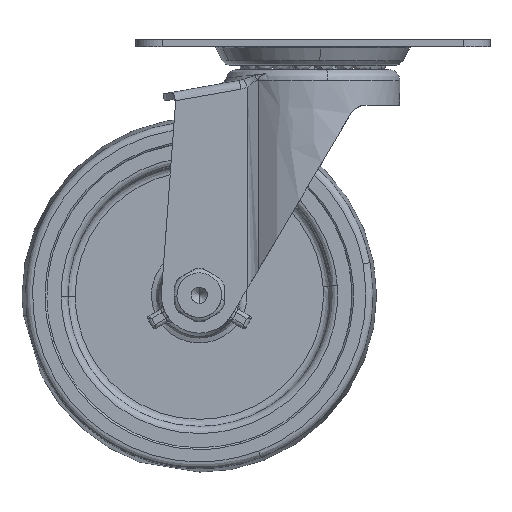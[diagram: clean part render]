
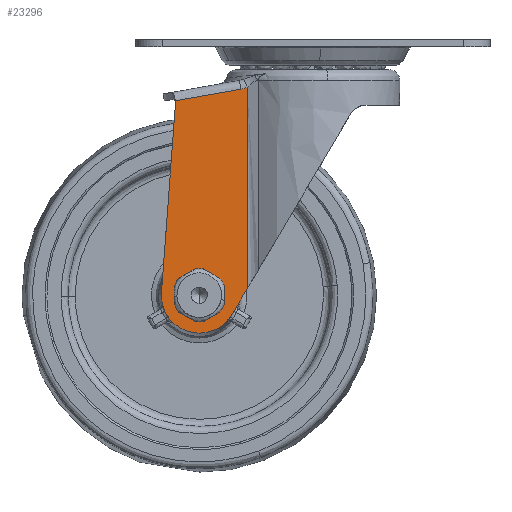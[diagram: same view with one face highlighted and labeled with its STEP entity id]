
A CAD part, front view. The second image highlights one B-rep face of the part: STEP entity #23296.
In plain terms, the highlighted free-form (B-spline) face has degree [1, 1] with [2, 2] control points.
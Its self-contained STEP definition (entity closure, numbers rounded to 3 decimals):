
#18642=CARTESIAN_POINT('',(-28.028,-18.0,-70.472));
#18643=VERTEX_POINT('',#18642);
#18649=CARTESIAN_POINT('',(-32.0,-18.0,-66.));
#18650=VERTEX_POINT('',#18649);
#18651=CARTESIAN_POINT('',(-28.028,-18.0,-70.472));
#18652=CARTESIAN_POINT('',(-28.,-18.0,-70.237));
#18653=CARTESIAN_POINT('',(-28.,-18.0,-70.0));
#18654=CARTESIAN_POINT('',(-28.,-18.,-66.));
#18655=CARTESIAN_POINT('',(-32.0,-18.0,-66.));
#18663=(BOUNDED_CURVE()B_SPLINE_CURVE(2,(#18651,#18652,#18653,#18654,#18655),.UNSPECIFIED.,.F.,.U.)B_SPLINE_CURVE_WITH_KNOTS((3,2,3),(0.23,0.25,0.5),.UNSPECIFIED.)CURVE()GEOMETRIC_REPRESENTATION_ITEM()RATIONAL_B_SPLINE_CURVE((0.956,0.976,1.0,0.707,1.0))REPRESENTATION_ITEM(''));
#18664=EDGE_CURVE('',#18643,#18650,#18663,.T.);
#18666=CARTESIAN_POINT('',(-35.993,-18.0,-69.756));
#18667=VERTEX_POINT('',#18666);
#18668=CARTESIAN_POINT('',(-32.0,-18.0,-66.));
#18669=CARTESIAN_POINT('',(-35.763,-18.0,-66.));
#18670=CARTESIAN_POINT('',(-35.993,-18.,-69.756));
#18678=(BOUNDED_CURVE()B_SPLINE_CURVE(2,(#18668,#18669,#18670),.UNSPECIFIED.,.F.,.U.)B_SPLINE_CURVE_WITH_KNOTS((3,3),(0.5,0.739),.UNSPECIFIED.)CURVE()GEOMETRIC_REPRESENTATION_ITEM()RATIONAL_B_SPLINE_CURVE((1.0,0.72,0.976))REPRESENTATION_ITEM(''));
#18679=EDGE_CURVE('',#18650,#18667,#18678,.T.);
#18753=CARTESIAN_POINT('',(-32.0,-18.0,-74.));
#18754=VERTEX_POINT('',#18753);
#18755=CARTESIAN_POINT('',(-35.993,-18.,-69.756));
#18756=CARTESIAN_POINT('',(-36.,-18.0,-69.878));
#18757=CARTESIAN_POINT('',(-36.,-18.0,-70.0));
#18758=CARTESIAN_POINT('',(-36.,-18.,-74.));
#18759=CARTESIAN_POINT('',(-32.0,-18.0,-74.));
#18767=(BOUNDED_CURVE()B_SPLINE_CURVE(2,(#18755,#18756,#18757,#18758,#18759),.UNSPECIFIED.,.F.,.U.)B_SPLINE_CURVE_WITH_KNOTS((3,2,3),(0.739,0.75,1.0),.UNSPECIFIED.)CURVE()GEOMETRIC_REPRESENTATION_ITEM()RATIONAL_B_SPLINE_CURVE((0.976,0.988,1.0,0.707,1.0))REPRESENTATION_ITEM(''));
#18768=EDGE_CURVE('',#18667,#18754,#18767,.T.);
#18770=CARTESIAN_POINT('',(-32.0,-18.0,-74.));
#18771=CARTESIAN_POINT('',(-28.447,-18.,-74.));
#18772=CARTESIAN_POINT('',(-28.028,-18.0,-70.472));
#18780=(BOUNDED_CURVE()B_SPLINE_CURVE(2,(#18770,#18771,#18772),.UNSPECIFIED.,.F.,.U.)B_SPLINE_CURVE_WITH_KNOTS((3,3),(0.0,0.23),.UNSPECIFIED.)CURVE()GEOMETRIC_REPRESENTATION_ITEM()RATIONAL_B_SPLINE_CURVE((1.0,0.731,0.956))REPRESENTATION_ITEM(''));
#18781=EDGE_CURVE('',#18754,#18643,#18780,.T.);
#20363=CARTESIAN_POINT('',(-20.241,-18.0,-11.917));
#20364=VERTEX_POINT('',#20363);
#20378=CARTESIAN_POINT('',(-18.473,-18.0,-11.384));
#20379=VERTEX_POINT('',#20378);
#20380=CARTESIAN_POINT('',(-18.473,-18.0,-11.384));
#20381=CARTESIAN_POINT('',(-18.615,-18.0,-11.445));
#20382=CARTESIAN_POINT('',(-18.758,-18.0,-11.502));
#20383=CARTESIAN_POINT('',(-19.048,-18.0,-11.609));
#20384=CARTESIAN_POINT('',(-19.195,-18.0,-11.658));
#20385=CARTESIAN_POINT('',(-19.637,-18.0,-11.791));
#20386=CARTESIAN_POINT('',(-19.937,-18.0,-11.863));
#20387=CARTESIAN_POINT('',(-20.241,-18.0,-11.917));
#20388=B_SPLINE_CURVE_WITH_KNOTS('',3,(#20380,#20381,#20382,#20383,#20384,#20385,#20386,#20387),.UNSPECIFIED.,.F.,.U.,(4,2,2,4),(0.0,0.25,0.5,1.0),.UNSPECIFIED.);
#20389=EDGE_CURVE('',#20379,#20364,#20388,.T.);
#20555=CARTESIAN_POINT('',(-38.656,-18.0,-15.164));
#20556=VERTEX_POINT('',#20555);
#20572=CARTESIAN_POINT('',(-20.241,-18.0,-11.917));
#20573=CARTESIAN_POINT('',(-38.656,-18.0,-15.164));
#20574=QUASI_UNIFORM_CURVE('',1,(#20572,#20573),.UNSPECIFIED.,.F.,.U.);
#20575=EDGE_CURVE('',#20364,#20556,#20574,.T.);
#21997=CARTESIAN_POINT('',(-18.473,-18.0,-68.151));
#21998=VERTEX_POINT('',#21997);
#21999=CARTESIAN_POINT('',(-18.473,-18.0,-68.151));
#22000=CARTESIAN_POINT('',(-18.473,-18.0,-11.384));
#22001=QUASI_UNIFORM_CURVE('',1,(#21999,#22000),.UNSPECIFIED.,.F.,.U.);
#22002=EDGE_CURVE('',#21998,#20379,#22001,.T.);
#22744=CARTESIAN_POINT('',(-42.671,-18.0,-69.207));
#22745=VERTEX_POINT('',#22744);
#22768=CARTESIAN_POINT('',(-22.791,-18.0,-75.449));
#22769=VERTEX_POINT('',#22768);
#22775=CARTESIAN_POINT('',(-42.671,-18.0,-69.207));
#22776=CARTESIAN_POINT('',(-43.299,-18.,-77.667));
#22777=CARTESIAN_POINT('',(-35.205,-18.0,-80.209));
#22778=CARTESIAN_POINT('',(-27.111,-18.,-82.75));
#22779=CARTESIAN_POINT('',(-22.791,-18.0,-75.449));
#22787=(BOUNDED_CURVE()B_SPLINE_CURVE(2,(#22775,#22776,#22777,#22778,#22779),.UNSPECIFIED.,.F.,.U.)B_SPLINE_CURVE_WITH_KNOTS((3,2,3),(0.0,0.5,1.0),.UNSPECIFIED.)CURVE()GEOMETRIC_REPRESENTATION_ITEM()RATIONAL_B_SPLINE_CURVE((1.0,0.784,1.0,0.784,1.0))REPRESENTATION_ITEM(''));
#22788=EDGE_CURVE('',#22745,#22769,#22787,.T.);
#23177=CARTESIAN_POINT('',(-42.671,-18.0,-69.207));
#23178=CARTESIAN_POINT('',(-38.656,-18.0,-15.164));
#23179=QUASI_UNIFORM_CURVE('',1,(#23177,#23178),.UNSPECIFIED.,.F.,.U.);
#23180=EDGE_CURVE('',#22745,#20556,#23179,.T.);
#23200=CARTESIAN_POINT('',(-18.473,-18.0,-68.151));
#23201=CARTESIAN_POINT('',(-22.791,-18.0,-75.449));
#23202=QUASI_UNIFORM_CURVE('',1,(#23200,#23201),.UNSPECIFIED.,.F.,.U.);
#23203=EDGE_CURVE('',#21998,#22769,#23202,.T.);
#23277=CARTESIAN_POINT('',(-43.909,-18.0,-84.155));
#23278=CARTESIAN_POINT('',(-17.263,-18.0,-84.155));
#23279=CARTESIAN_POINT('',(-43.909,-18.0,-7.922));
#23280=CARTESIAN_POINT('',(-17.263,-18.0,-7.922));
#23281=B_SPLINE_SURFACE_WITH_KNOTS('',1,1,((#23277,#23279),(#23278,#23280)),.UNSPECIFIED.,.F.,.F.,.U.,(2,2),(2,2),(0.0,26.646),(0.0,76.233),.UNSPECIFIED.);
#23282=ORIENTED_EDGE('',*,*,#22002,.T.);
#23283=ORIENTED_EDGE('',*,*,#20389,.T.);
#23284=ORIENTED_EDGE('',*,*,#20575,.T.);
#23285=ORIENTED_EDGE('',*,*,#23180,.F.);
#23286=ORIENTED_EDGE('',*,*,#22788,.T.);
#23287=ORIENTED_EDGE('',*,*,#23203,.F.);
#23288=EDGE_LOOP('',(#23282,#23283,#23284,#23285,#23286,#23287));
#23289=FACE_OUTER_BOUND('',#23288,.T.);
#23290=ORIENTED_EDGE('',*,*,#18679,.F.);
#23291=ORIENTED_EDGE('',*,*,#18664,.F.);
#23292=ORIENTED_EDGE('',*,*,#18781,.F.);
#23293=ORIENTED_EDGE('',*,*,#18768,.F.);
#23294=EDGE_LOOP('',(#23290,#23291,#23292,#23293));
#23295=FACE_BOUND('',#23294,.T.);
#23296=ADVANCED_FACE('',(#23289,#23295),#23281,.T.);
